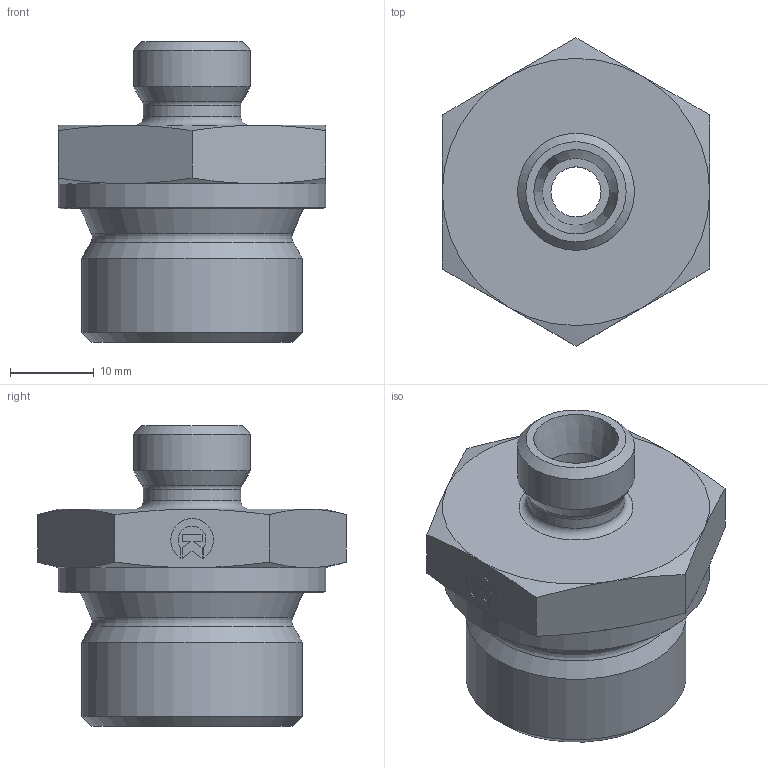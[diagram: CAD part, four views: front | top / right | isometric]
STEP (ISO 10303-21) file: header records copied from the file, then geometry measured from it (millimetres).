
FILE_DESCRIPTION((''),'2;1');
FILE_NAME('034086814.stp','2014-08-08T10:39:00',(''),('KNOMI spol. s r. o.'),'Autodesk Inventor 2012','Autodesk Inventor 2012','');
FILE_SCHEMA(('AUTOMOTIVE_DESIGN { 1 2 10303 214 0 1 1 1 }'));
Length unit declared in the file: millimetre
Products named in the file (1): PHAR2  8LR3/4 G3/4"/M14x1
Bounding box: 32.01 x 36.95 x 36 mm (x, y, z)
Volume: 13770.5 mm3; surface area: 5690.6 mm2
Topology: 1 solids, 1 shells, 76 faces, 180 edges, 113 vertices
Faces by surface type: plane 41, cone 21, cylinder 11, torus 3
Full cylindrical faces by diameter (mm): 6 x1, 8 x1, 11.7 x1, 14 x1, 16 x1, 26.411 x1, 32 x1
Entity records: 2034 total; most frequent: CARTESIAN_POINT 391, DIRECTION 330, ORIENTED_EDGE 314, EDGE_CURVE 157, AXIS2_PLACEMENT_3D 120, VERTEX_POINT 109, EDGE_LOOP 104, VECTOR 90
